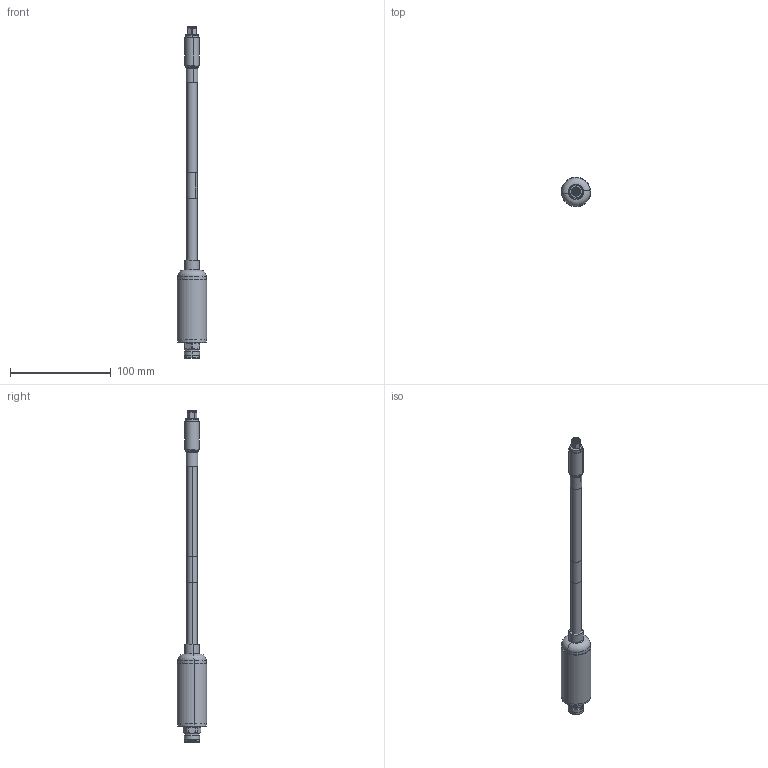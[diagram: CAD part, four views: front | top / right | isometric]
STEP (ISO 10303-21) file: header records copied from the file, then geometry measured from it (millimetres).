
FILE_DESCRIPTION (( 'STEP AP214' ), '1' );
FILE_NAME ('FMCA1118-WP_3D.step', '2024-11-14T23:33:21', ( '' ), ( '' ), 'SwSTEP 2.0', 'SolidWorks 2022', '' );
FILE_SCHEMA (( 'AUTOMOTIVE_DESIGN' ));
Length unit declared in the file: inch
Products named in the file (15): LMR-400_10-INCH LENGTH; HeatShrink_CA-400_5; TC-400-TM-X_c-contact; TC-400-TM-X_insulator; TC-400-SM-X; PECB009; TC-400-SM-X_ferrule; TC-400-SM-X_body; FMCA1118-WP_3D; TC-400-TM-X_body; TC-400-SM-X_c-contact; TC-400-SM-X_insulator; TC-400-TM-X_ferrule; 1AW01-003_.405 id x 1.00 lg; TC-400-TM-X
Assembly tree (14 placements, depth 3):
  FMCA1118-WP_3D
    LMR-400_10-INCH LENGTH
    1AW01-003_.405 id x 1.00 lg
    TC-400-TM-X
      TC-400-TM-X_body
      TC-400-TM-X_c-contact
      TC-400-TM-X_ferrule
      TC-400-TM-X_insulator
    TC-400-SM-X
      TC-400-SM-X_body
      TC-400-SM-X_c-contact
      TC-400-SM-X_insulator
      TC-400-SM-X_ferrule
    HeatShrink_CA-400_5
    PECB009
Bounding box: 29.2 x 29.2 x 329.4 mm (x, y, z)
Volume: 74911.5 mm3; surface area: 32047.9 mm2
Topology: 12 solids, 12 shells, 477 faces, 1059 edges, 655 vertices
Faces by surface type: cylinder 166, plane 127, cone 114, bspline 50, torus 18, sphere 2
Entity records: 17741 total; most frequent: CARTESIAN_POINT 6576, DIRECTION 2248, ORIENTED_EDGE 2110, EDGE_CURVE 1055, AXIS2_PLACEMENT_3D 938, VERTEX_POINT 655, EDGE_LOOP 548, CIRCLE 492
